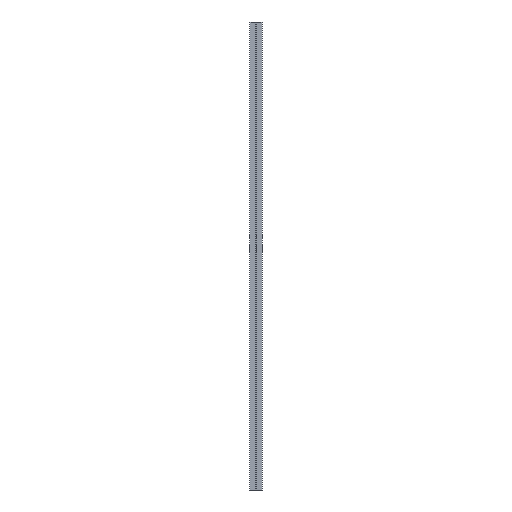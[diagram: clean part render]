
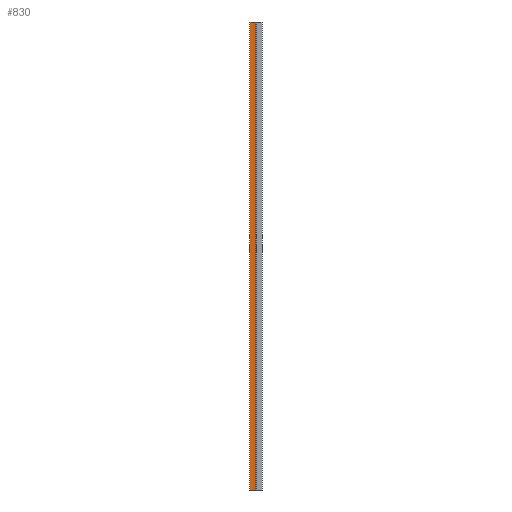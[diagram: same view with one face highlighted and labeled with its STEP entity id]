
A CAD part, left-side view. The second image highlights one B-rep face of the part: STEP entity #830.
In plain terms, the highlighted planar face has unit normal (-1, 0, 0).
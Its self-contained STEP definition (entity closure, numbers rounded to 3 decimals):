
#257 = CARTESIAN_POINT ( 'NONE',  ( -17.088, 12.037, 0. ) ) ;
#743 = EDGE_CURVE ( 'NONE', #9465, #2252, #4960, .T. ) ;
#830 = ADVANCED_FACE ( 'NONE', ( #7613 ), #3130, .F. ) ;
#888 = LINE ( 'NONE', #2275, #5188 ) ;
#1384 = CARTESIAN_POINT ( 'NONE',  ( -17.088, -23.963, 3000. ) ) ;
#1527 = DIRECTION ( 'NONE',  ( 0., 1., 0. ) ) ;
#1593 = LINE ( 'NONE', #2343, #2296 ) ;
#1784 = CARTESIAN_POINT ( 'NONE',  ( -17.088, 12.037, 3000. ) ) ;
#1888 = ORIENTED_EDGE ( 'NONE', *, *, #6565, .F. ) ;
#2243 = EDGE_CURVE ( 'NONE', #8349, #8618, #1593, .T. ) ;
#2252 = VERTEX_POINT ( 'NONE', #6185 ) ;
#2275 = CARTESIAN_POINT ( 'NONE',  ( -17.088, 12.037, 0. ) ) ;
#2296 = VECTOR ( 'NONE', #8563, 1000. ) ;
#2343 = CARTESIAN_POINT ( 'NONE',  ( -17.088, 12.037, 3000. ) ) ;
#3002 = VECTOR ( 'NONE', #5432, 1000. ) ;
#3130 = PLANE ( 'NONE',  #6899 ) ;
#3291 = LINE ( 'NONE', #1784, #3002 ) ;
#3657 = CARTESIAN_POINT ( 'NONE',  ( -17.088, 12.037, 3000. ) ) ;
#3692 = EDGE_CURVE ( 'NONE', #8618, #2252, #888, .T. ) ;
#4304 = ORIENTED_EDGE ( 'NONE', *, *, #3692, .T. ) ;
#4839 = VECTOR ( 'NONE', #5879, 1000. ) ;
#4939 = ORIENTED_EDGE ( 'NONE', *, *, #2243, .T. ) ;
#4960 = LINE ( 'NONE', #1384, #4839 ) ;
#5188 = VECTOR ( 'NONE', #6974, 1000. ) ;
#5432 = DIRECTION ( 'NONE',  ( 0., -1., 0. ) ) ;
#5879 = DIRECTION ( 'NONE',  ( 0., 0., -1. ) ) ;
#6171 = DIRECTION ( 'NONE',  ( 1., 0., 0. ) ) ;
#6185 = CARTESIAN_POINT ( 'NONE',  ( -17.088, -23.963, 0. ) ) ;
#6565 = EDGE_CURVE ( 'NONE', #8349, #9465, #3291, .T. ) ;
#6605 = CARTESIAN_POINT ( 'NONE',  ( -17.088, -23.963, 3000. ) ) ;
#6899 = AXIS2_PLACEMENT_3D ( 'NONE', #8259, #6171, #1527 ) ;
#6974 = DIRECTION ( 'NONE',  ( 0., -1., 0. ) ) ;
#7613 = FACE_OUTER_BOUND ( 'NONE', #8799, .T. ) ;
#8259 = CARTESIAN_POINT ( 'NONE',  ( -17.088, 12.037, 3000. ) ) ;
#8349 = VERTEX_POINT ( 'NONE', #3657 ) ;
#8563 = DIRECTION ( 'NONE',  ( 0., 0., -1. ) ) ;
#8618 = VERTEX_POINT ( 'NONE', #257 ) ;
#8799 = EDGE_LOOP ( 'NONE', ( #4304, #9753, #1888, #4939 ) ) ;
#9465 = VERTEX_POINT ( 'NONE', #6605 ) ;
#9753 = ORIENTED_EDGE ( 'NONE', *, *, #743, .F. ) ;
